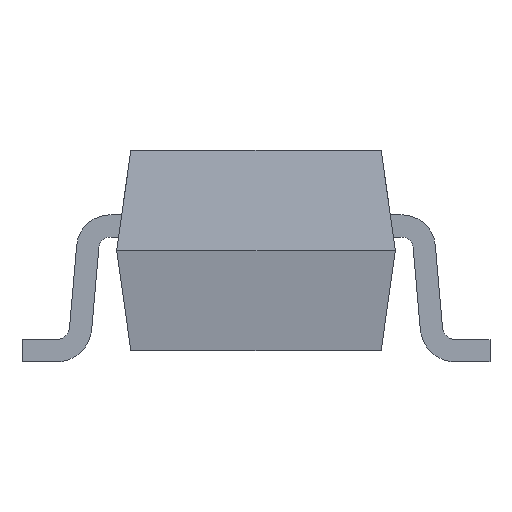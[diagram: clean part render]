
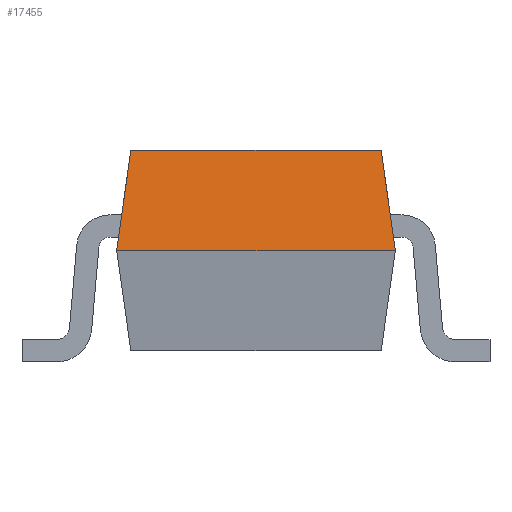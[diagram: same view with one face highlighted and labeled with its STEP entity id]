
A CAD part, left-side view. The second image highlights one B-rep face of the part: STEP entity #17455.
In plain terms, the highlighted planar face has unit normal (-0.99, 0, 0.139).
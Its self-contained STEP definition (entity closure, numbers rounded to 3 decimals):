
#35 = VERTEX_POINT ( 'NONE', #6915 ) ;
#406 = CARTESIAN_POINT ( 'NONE',  ( -1., -0.625, 0. ) ) ;
#1418 = EDGE_LOOP ( 'NONE', ( #4243, #6755, #8944, #10928 ) ) ;
#3265 = VECTOR ( 'NONE', #5567, 1000. ) ;
#3969 = EDGE_CURVE ( 'NONE', #35, #4080, #19631, .T. ) ;
#4080 = VERTEX_POINT ( 'NONE', #18920 ) ;
#4122 = PLANE ( 'NONE',  #19687 ) ;
#4243 = ORIENTED_EDGE ( 'NONE', *, *, #3969, .T. ) ;
#4682 = VECTOR ( 'NONE', #5954, 1000. ) ;
#5465 = LINE ( 'NONE', #406, #3265 ) ;
#5567 = DIRECTION ( 'NONE',  ( -0.138, -0.138, -0.981 ) ) ;
#5625 = VECTOR ( 'NONE', #15027, 1000. ) ;
#5954 = DIRECTION ( 'NONE',  ( 0., -1., 0. ) ) ;
#6346 = DIRECTION ( 'NONE',  ( 0., -1., 0. ) ) ;
#6755 = ORIENTED_EDGE ( 'NONE', *, *, #14200, .F. ) ;
#6915 = CARTESIAN_POINT ( 'NONE',  ( -1., 0.625, 0. ) ) ;
#7136 = FACE_OUTER_BOUND ( 'NONE', #1418, .T. ) ;
#7325 = CARTESIAN_POINT ( 'NONE',  ( -1., 0.625, 0. ) ) ;
#7753 = CARTESIAN_POINT ( 'NONE',  ( -0.937, 0.625, 0.45 ) ) ;
#8244 = CARTESIAN_POINT ( 'NONE',  ( -0.937, 0.562, 0.45 ) ) ;
#8944 = ORIENTED_EDGE ( 'NONE', *, *, #12599, .F. ) ;
#9083 = CARTESIAN_POINT ( 'NONE',  ( -1., 0.625, 0. ) ) ;
#10247 = DIRECTION ( 'NONE',  ( -0.99, 0., 0.139 ) ) ;
#10518 = EDGE_CURVE ( 'NONE', #11950, #35, #12067, .T. ) ;
#10928 = ORIENTED_EDGE ( 'NONE', *, *, #10518, .T. ) ;
#11950 = VERTEX_POINT ( 'NONE', #8244 ) ;
#12067 = LINE ( 'NONE', #7325, #5625 ) ;
#12068 = VERTEX_POINT ( 'NONE', #13936 ) ;
#12599 = EDGE_CURVE ( 'NONE', #11950, #12068, #14266, .T. ) ;
#13936 = CARTESIAN_POINT ( 'NONE',  ( -0.937, -0.562, 0.45 ) ) ;
#14200 = EDGE_CURVE ( 'NONE', #12068, #4080, #5465, .T. ) ;
#14266 = LINE ( 'NONE', #7753, #17325 ) ;
#14938 = DIRECTION ( 'NONE',  ( 0.139, 0., 0.99 ) ) ;
#15027 = DIRECTION ( 'NONE',  ( -0.138, 0.138, -0.981 ) ) ;
#16126 = CARTESIAN_POINT ( 'NONE',  ( -1., 0.625, 0. ) ) ;
#17325 = VECTOR ( 'NONE', #6346, 1000. ) ;
#17455 = ADVANCED_FACE ( 'NONE', ( #7136 ), #4122, .T. ) ;
#18920 = CARTESIAN_POINT ( 'NONE',  ( -1., -0.625, 0. ) ) ;
#19631 = LINE ( 'NONE', #9083, #4682 ) ;
#19687 = AXIS2_PLACEMENT_3D ( 'NONE', #16126, #10247, #14938 ) ;
